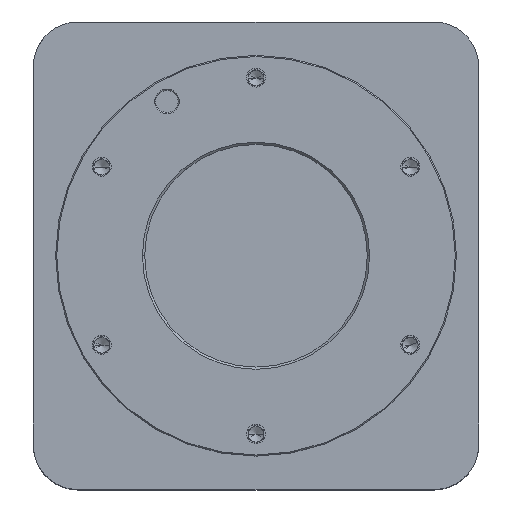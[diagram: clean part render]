
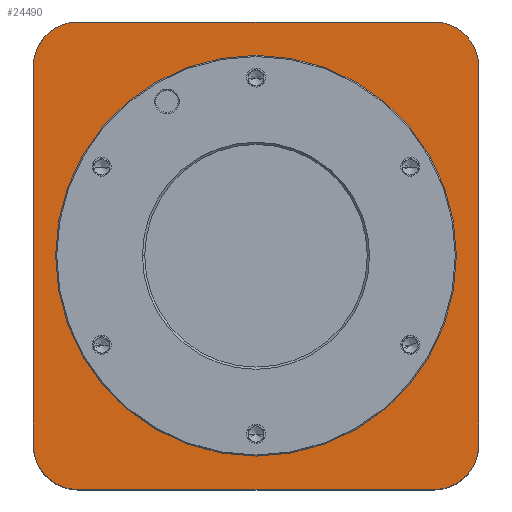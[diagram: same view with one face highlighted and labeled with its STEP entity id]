
A CAD part, top view. The second image highlights one B-rep face of the part: STEP entity #24490.
In plain terms, the highlighted planar face has unit normal (0, 0, 1).
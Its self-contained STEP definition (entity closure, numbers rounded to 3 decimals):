
#780 = CARTESIAN_POINT ( 'NONE',  ( 80., 85., 0. ) ) ;
#790 = ORIENTED_EDGE ( 'NONE', *, *, #21338, .T. ) ;
#1316 = DIRECTION ( 'NONE',  ( -1., 0., 0. ) ) ;
#1611 = AXIS2_PLACEMENT_3D ( 'NONE', #25648, #25533, #11634 ) ;
#3237 = CARTESIAN_POINT ( 'NONE',  ( 100., 85., 0. ) ) ;
#3482 = PLANE ( 'NONE',  #1611 ) ;
#3973 = LINE ( 'NONE', #7865, #28405 ) ;
#4680 = DIRECTION ( 'NONE',  ( 0., 0., 1. ) ) ;
#4860 = EDGE_CURVE ( 'NONE', #12837, #33559, #33521, .T. ) ;
#5238 = CARTESIAN_POINT ( 'NONE',  ( 80., -105., 0. ) ) ;
#5480 = VERTEX_POINT ( 'NONE', #34538 ) ;
#5484 = LINE ( 'NONE', #6991, #23895 ) ;
#6991 = CARTESIAN_POINT ( 'NONE',  ( 100., 105., 0. ) ) ;
#7311 = DIRECTION ( 'NONE',  ( -1., 0., 0. ) ) ;
#7388 = DIRECTION ( 'NONE',  ( 0., -1., 0. ) ) ;
#7486 = CARTESIAN_POINT ( 'NONE',  ( -80., 105., 0. ) ) ;
#7548 = CARTESIAN_POINT ( 'NONE',  ( 80., -85., 0. ) ) ;
#7757 = AXIS2_PLACEMENT_3D ( 'NONE', #22859, #33609, #20068 ) ;
#7865 = CARTESIAN_POINT ( 'NONE',  ( 100., 105., 0. ) ) ;
#7884 = EDGE_CURVE ( 'NONE', #34863, #23705, #30770, .T. ) ;
#7957 = EDGE_CURVE ( 'NONE', #10563, #23705, #5484, .T. ) ;
#8295 = CARTESIAN_POINT ( 'NONE',  ( 90., 0., 0. ) ) ;
#9215 = VECTOR ( 'NONE', #24158, 1000. ) ;
#9568 = DIRECTION ( 'NONE',  ( -1., 0., 0. ) ) ;
#10563 = VERTEX_POINT ( 'NONE', #7486 ) ;
#10664 = ORIENTED_EDGE ( 'NONE', *, *, #35271, .T. ) ;
#11624 = DIRECTION ( 'NONE',  ( 0., 0., 1. ) ) ;
#11634 = DIRECTION ( 'NONE',  ( -1., 0., 0. ) ) ;
#12284 = VERTEX_POINT ( 'NONE', #29918 ) ;
#12837 = VERTEX_POINT ( 'NONE', #8295 ) ;
#13425 = ORIENTED_EDGE ( 'NONE', *, *, #23040, .F. ) ;
#14164 = DIRECTION ( 'NONE',  ( 0., 0., 1. ) ) ;
#14446 = DIRECTION ( 'NONE',  ( 0., 0., 1. ) ) ;
#14498 = CARTESIAN_POINT ( 'NONE',  ( 0., 0., 0. ) ) ;
#14618 = EDGE_CURVE ( 'NONE', #32227, #5480, #25334, .T. ) ;
#15165 = ORIENTED_EDGE ( 'NONE', *, *, #31416, .T. ) ;
#15551 = CIRCLE ( 'NONE', #34746, 20. ) ;
#15571 = CARTESIAN_POINT ( 'NONE',  ( -90., 0., 0. ) ) ;
#15940 = ORIENTED_EDGE ( 'NONE', *, *, #4860, .F. ) ;
#16251 = CARTESIAN_POINT ( 'NONE',  ( 100., -85., 0. ) ) ;
#16494 = LINE ( 'NONE', #19090, #9215 ) ;
#16633 = CARTESIAN_POINT ( 'NONE',  ( -80., 85., 0. ) ) ;
#16819 = ORIENTED_EDGE ( 'NONE', *, *, #7957, .F. ) ;
#16871 = DIRECTION ( 'NONE',  ( -1., 0., 0. ) ) ;
#17157 = DIRECTION ( 'NONE',  ( -1., 0., 0. ) ) ;
#17349 = CIRCLE ( 'NONE', #33877, 90. ) ;
#17635 = AXIS2_PLACEMENT_3D ( 'NONE', #780, #14446, #17157 ) ;
#17986 = VECTOR ( 'NONE', #9568, 1000. ) ;
#18928 = ORIENTED_EDGE ( 'NONE', *, *, #29082, .F. ) ;
#18967 = FACE_BOUND ( 'NONE', #29973, .T. ) ;
#19090 = CARTESIAN_POINT ( 'NONE',  ( -100., 105., 0. ) ) ;
#19448 = EDGE_LOOP ( 'NONE', ( #10664, #19563, #790, #20432, #33102, #16819, #15165, #18928 ) ) ;
#19563 = ORIENTED_EDGE ( 'NONE', *, *, #14618, .F. ) ;
#20068 = DIRECTION ( 'NONE',  ( -1., 0., 0. ) ) ;
#20395 = CARTESIAN_POINT ( 'NONE',  ( -100., 85., 0. ) ) ;
#20432 = ORIENTED_EDGE ( 'NONE', *, *, #25216, .F. ) ;
#20600 = AXIS2_PLACEMENT_3D ( 'NONE', #14498, #11624, #33629 ) ;
#20633 = DIRECTION ( 'NONE',  ( 1., 0., 0. ) ) ;
#21338 = EDGE_CURVE ( 'NONE', #32227, #30128, #26471, .T. ) ;
#22859 = CARTESIAN_POINT ( 'NONE',  ( -80., -85., 0. ) ) ;
#23040 = EDGE_CURVE ( 'NONE', #33559, #12837, #17349, .T. ) ;
#23705 = VERTEX_POINT ( 'NONE', #26800 ) ;
#23895 = VECTOR ( 'NONE', #20633, 1000. ) ;
#24158 = DIRECTION ( 'NONE',  ( 0., 1., 0. ) ) ;
#24490 = ADVANCED_FACE ( 'NONE', ( #35270, #18967 ), #3482, .F. ) ;
#25216 = EDGE_CURVE ( 'NONE', #34863, #30128, #3973, .T. ) ;
#25334 = LINE ( 'NONE', #26011, #17986 ) ;
#25533 = DIRECTION ( 'NONE',  ( 0., 0., -1. ) ) ;
#25648 = CARTESIAN_POINT ( 'NONE',  ( 0., 0., 0. ) ) ;
#26011 = CARTESIAN_POINT ( 'NONE',  ( 100., -105., 0. ) ) ;
#26471 = CIRCLE ( 'NONE', #31696, 20. ) ;
#26503 = DIRECTION ( 'NONE',  ( 0., 0., 1. ) ) ;
#26800 = CARTESIAN_POINT ( 'NONE',  ( 80., 105., 0. ) ) ;
#26803 = CIRCLE ( 'NONE', #7757, 20. ) ;
#28405 = VECTOR ( 'NONE', #7388, 1000. ) ;
#29082 = EDGE_CURVE ( 'NONE', #12284, #32608, #16494, .T. ) ;
#29918 = CARTESIAN_POINT ( 'NONE',  ( -100., -85., 0. ) ) ;
#29973 = EDGE_LOOP ( 'NONE', ( #15940, #13425 ) ) ;
#30128 = VERTEX_POINT ( 'NONE', #16251 ) ;
#30770 = CIRCLE ( 'NONE', #17635, 20. ) ;
#31416 = EDGE_CURVE ( 'NONE', #10563, #32608, #15551, .T. ) ;
#31696 = AXIS2_PLACEMENT_3D ( 'NONE', #7548, #26503, #1316 ) ;
#32088 = CARTESIAN_POINT ( 'NONE',  ( 0., 0., 0. ) ) ;
#32227 = VERTEX_POINT ( 'NONE', #5238 ) ;
#32608 = VERTEX_POINT ( 'NONE', #20395 ) ;
#33102 = ORIENTED_EDGE ( 'NONE', *, *, #7884, .T. ) ;
#33521 = CIRCLE ( 'NONE', #20600, 90. ) ;
#33559 = VERTEX_POINT ( 'NONE', #15571 ) ;
#33609 = DIRECTION ( 'NONE',  ( 0., 0., 1. ) ) ;
#33629 = DIRECTION ( 'NONE',  ( -1., 0., 0. ) ) ;
#33877 = AXIS2_PLACEMENT_3D ( 'NONE', #32088, #4680, #7311 ) ;
#34538 = CARTESIAN_POINT ( 'NONE',  ( -80., -105., 0. ) ) ;
#34746 = AXIS2_PLACEMENT_3D ( 'NONE', #16633, #14164, #16871 ) ;
#34863 = VERTEX_POINT ( 'NONE', #3237 ) ;
#35270 = FACE_OUTER_BOUND ( 'NONE', #19448, .T. ) ;
#35271 = EDGE_CURVE ( 'NONE', #12284, #5480, #26803, .T. ) ;
